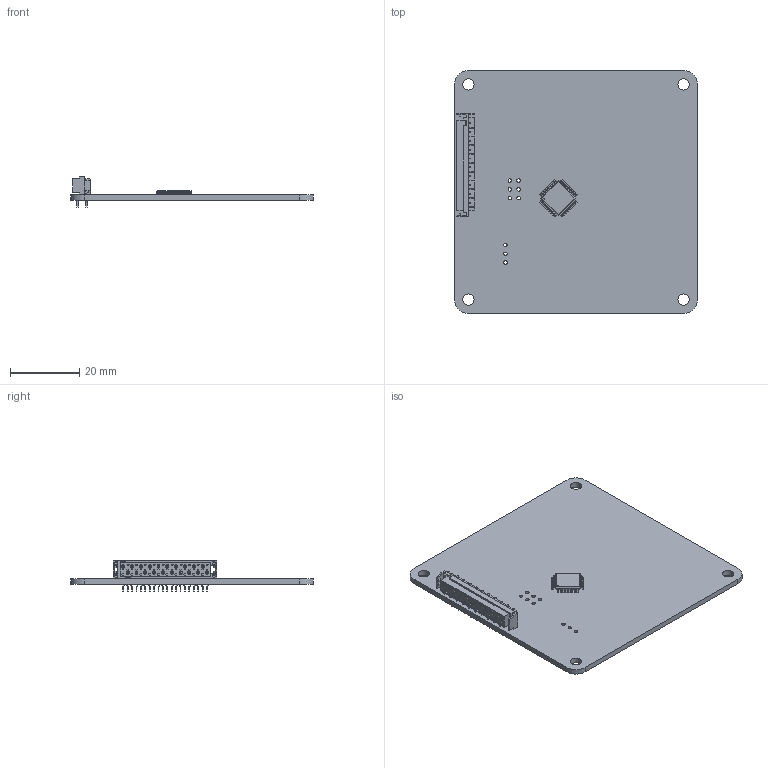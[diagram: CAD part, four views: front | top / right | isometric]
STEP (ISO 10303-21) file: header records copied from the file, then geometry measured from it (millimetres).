
FILE_DESCRIPTION(('FreeCAD Model'),'2;1');
FILE_NAME('wheel_speed_sensing1.step','2018-02-15T21:48:47',('kicad StepUp' ),('ksu MCAD'),'Open CASCADE STEP processor 6.8','FreeCAD','Unknown' );
FILE_SCHEMA(('AUTOMOTIVE_DESIGN_CC2 { 1 2 10303 214 -1 1 5 4 }'));
Length unit declared in the file: millimetre
Products named in the file (3): Pcb; Atmega16m048_; C-2-338070-0_
Bounding box: 70 x 70 x 8.76 mm (x, y, z)
Volume: 8294.4 mm3; surface area: 11588.8 mm2
Topology: 35 solids, 49 shells, 2246 faces, 6253 edges, 4187 vertices
Faces by surface type: plane 1696, cylinder 550
Full cylindrical faces by diameter (mm): 0.284 x1, 0.8 x20, 1 x3, 1.016 x6, 3.264 x4
Entity records: 74943 total; most frequent: CARTESIAN_POINT 12788, ORIENTED_EDGE 12450, DIRECTION 11806, EDGE_CURVE 6253, LINE 5152, VECTOR 5152, VERTEX_POINT 4187, AXIS2_PLACEMENT_3D 3327
